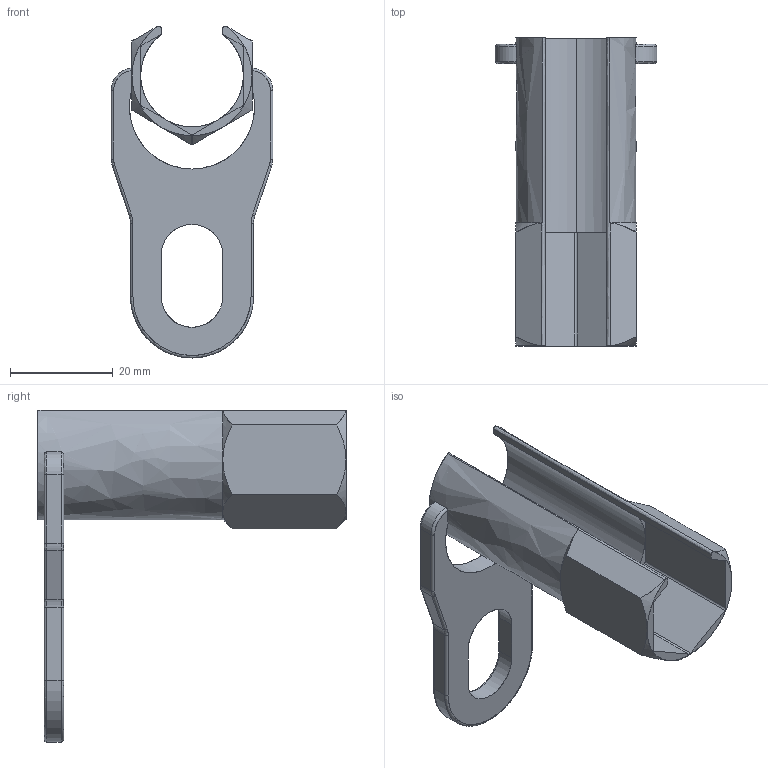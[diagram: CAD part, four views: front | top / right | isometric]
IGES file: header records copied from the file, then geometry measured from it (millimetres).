
Start section: SolidWorks IGES file using analytic representation for surfaces
Global section: file name: S-2000-WR.IGS; native system: SolidWorks 2007; preprocessor: SolidWorks 2007; author: BSI 05; date: 080331.121659; units: millimetre
Bounding box: 31.5 x 60 x 64.67 mm (x, y, z)
Surface area: 9761.3 mm2 (no closed solid volume)
Topology: 0 solids, 0 shells, 92 faces, 974 edges, 974 vertices
Faces by surface type: bspline 48, revolution 44
